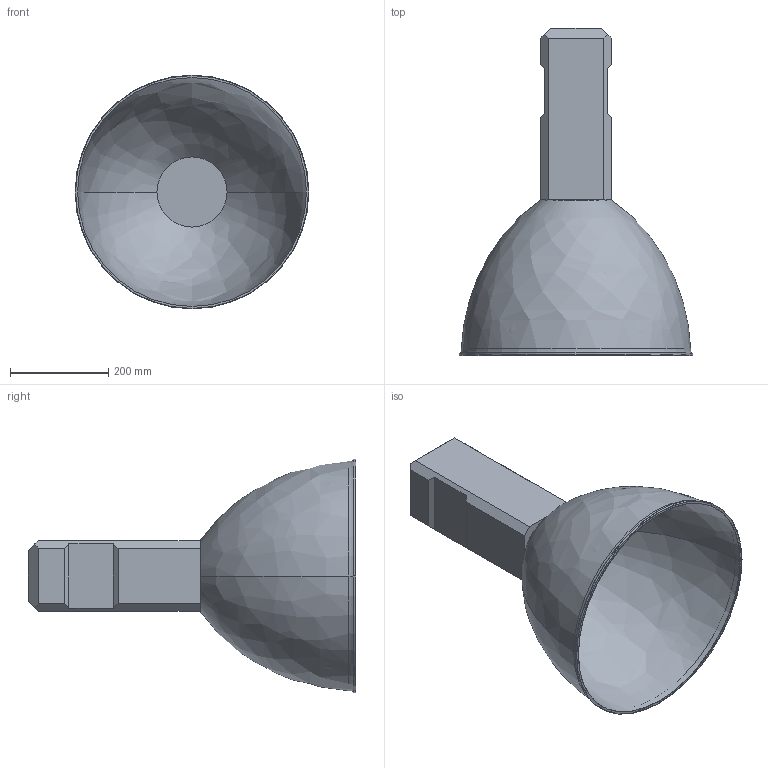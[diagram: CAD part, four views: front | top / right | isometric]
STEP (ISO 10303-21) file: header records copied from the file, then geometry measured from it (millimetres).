
FILE_DESCRIPTION (( 'STEP AP214' ), '1' );
FILE_NAME ('HBA AL 400H IP65 SET (VS).STEP', '2018-07-23T06:14:00', ( 'usr' ), ( '' ), 'SwSTEP 2.0', 'SolidWorks 2013', '' );
FILE_SCHEMA (( 'AUTOMOTIVE_DESIGN' ));
Length unit declared in the file: millimetre
Products named in the file (1): HBA AL 400H IP65 SET (VS)
Bounding box: 475 x 665 x 475 mm (x, y, z)
Volume: 8224089.2 mm3; surface area: 1057761 mm2
Topology: 1 solids, 1 shells, 37 faces, 90 edges, 58 vertices
Faces by surface type: plane 25, cylinder 6, bspline 4, torus 2
Entity records: 1198 total; most frequent: CARTESIAN_POINT 298, ORIENTED_EDGE 180, DIRECTION 174, EDGE_CURVE 90, VECTOR 66, LINE 66, VERTEX_POINT 58, AXIS2_PLACEMENT_3D 54
